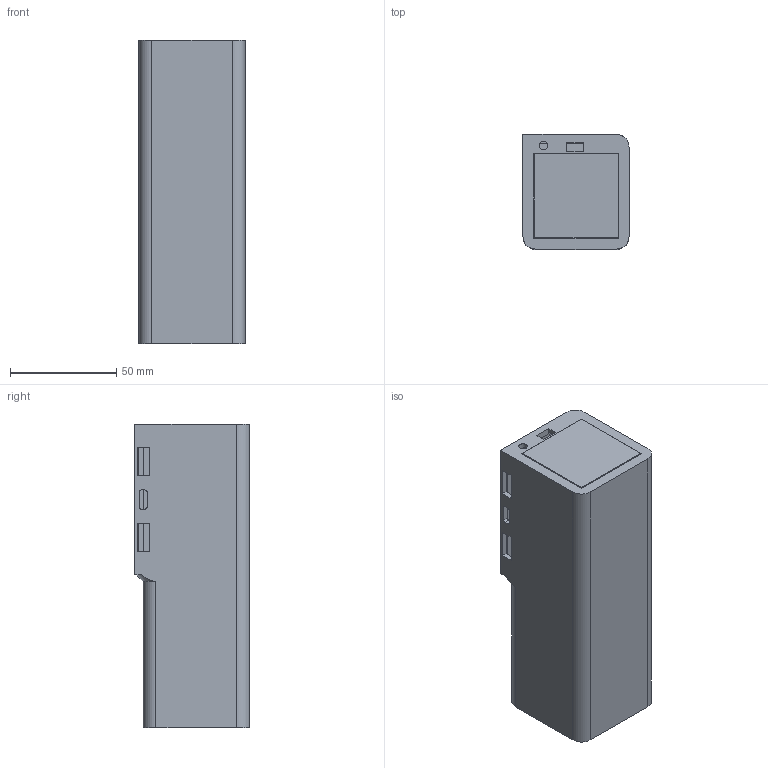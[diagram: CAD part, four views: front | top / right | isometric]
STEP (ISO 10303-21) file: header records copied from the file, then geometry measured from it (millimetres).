
FILE_DESCRIPTION(/* description */ ('STEP AP242','CAx-IF Rec.Pracs.---Representation and Presentation of Product Manufacturing Information (PMI)---4.0---2014-10-13','CAx-IF Rec.Pracs.---3D Tessellated Geometry---0.4---2014-09-14','2;1'),/* implementation_level */ '2;1');
FILE_NAME(/* name */ '66a5944f1f731a0f96dc25d4',/* time_stamp */ '2024-07-28T00:44:00Z',/* author */ (''),/* organization */ (''),/* preprocessor_version */ 'ST-DEVELOPER v20',/* originating_system */ ' ',/* authorisation */ ' ');
FILE_SCHEMA (('AP242_MANAGED_MODEL_BASED_3D_ENGINEERING_MIM_LF { 1 0 10303 442 1 1 4 }'));
Length unit declared in the file: metre
Products named in the file (4): Assembly 1; Part 2; Part 3; Part 1
Assembly tree (3 placements, depth 2):
  Assembly 1
    Part 2
    Part 3
    Part 1
Bounding box: 50 x 54 x 143 mm (x, y, z)
Volume: 133689.4 mm3; surface area: 66160.5 mm2
Topology: 3 solids, 3 shells, 87 faces, 226 edges, 150 vertices
Faces by surface type: plane 65, cylinder 20, cone 2
Full cylindrical faces by diameter (mm): 2.9 x4, 4 x5
Entity records: 2728 total; most frequent: CARTESIAN_POINT 474, DIRECTION 442, ORIENTED_EDGE 432, EDGE_CURVE 216, LINE 162, VECTOR 162, VERTEX_POINT 149, AXIS2_PLACEMENT_3D 140
